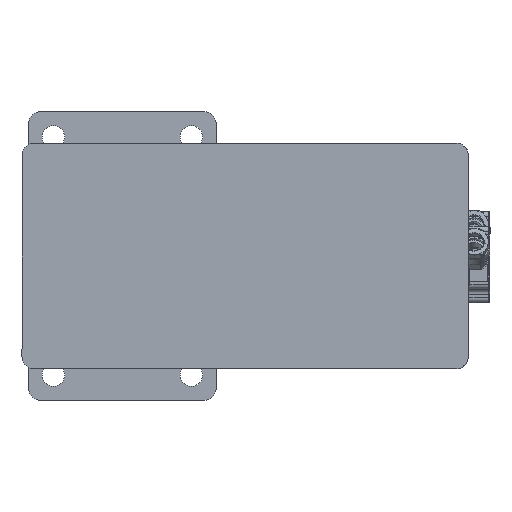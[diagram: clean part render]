
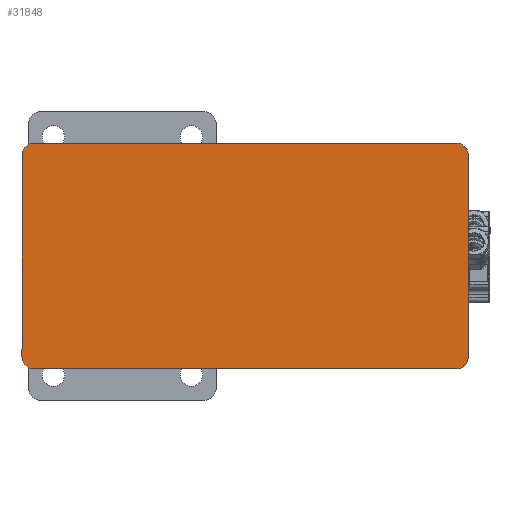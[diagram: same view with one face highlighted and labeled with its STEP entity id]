
A CAD part, front view. The second image highlights one B-rep face of the part: STEP entity #31848.
In plain terms, the highlighted planar face has unit normal (0, -1, 0).
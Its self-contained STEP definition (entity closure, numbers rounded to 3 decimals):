
#1166 = DIRECTION ( 'NONE',  ( 0., 0., -1. ) ) ;
#1457 = CARTESIAN_POINT ( 'NONE',  ( 40., -100., 138.003 ) ) ;
#1897 = AXIS2_PLACEMENT_3D ( 'NONE', #16027, #8941, #59579 ) ;
#2002 = DIRECTION ( 'NONE',  ( 0., 0., -1. ) ) ;
#2223 = EDGE_CURVE ( 'NONE', #45250, #19875, #63912, .T. ) ;
#2477 = CIRCLE ( 'NONE', #87097, 5.003 ) ;
#3426 = VERTEX_POINT ( 'NONE', #26363 ) ;
#4584 = VECTOR ( 'NONE', #18010, 1000. ) ;
#5065 = DIRECTION ( 'NONE',  ( 0., 0., -1. ) ) ;
#5286 = VERTEX_POINT ( 'NONE', #14584 ) ;
#7537 = EDGE_CURVE ( 'NONE', #36777, #3426, #66290, .T. ) ;
#8127 = DIRECTION ( 'NONE',  ( 0., -1., 0. ) ) ;
#8941 = DIRECTION ( 'NONE',  ( 0., -1., 0. ) ) ;
#10587 = CARTESIAN_POINT ( 'NONE',  ( -40., -100., -40.003 ) ) ;
#12684 = EDGE_LOOP ( 'NONE', ( #44998, #53873, #57010, #45682, #30710, #37495, #55250, #85365 ) ) ;
#12873 = CARTESIAN_POINT ( 'NONE',  ( -45.003, -100., -35. ) ) ;
#13334 = EDGE_CURVE ( 'NONE', #47385, #5286, #2477, .T. ) ;
#14341 = AXIS2_PLACEMENT_3D ( 'NONE', #73001, #8127, #2002 ) ;
#14584 = CARTESIAN_POINT ( 'NONE',  ( 45.003, -100., -35. ) ) ;
#16027 = CARTESIAN_POINT ( 'NONE',  ( -40., -100., -35. ) ) ;
#16040 = CIRCLE ( 'NONE', #28098, 5.003 ) ;
#18010 = DIRECTION ( 'NONE',  ( 0., 0., 1. ) ) ;
#19875 = VERTEX_POINT ( 'NONE', #12873 ) ;
#22193 = VERTEX_POINT ( 'NONE', #46187 ) ;
#22310 = FACE_OUTER_BOUND ( 'NONE', #12684, .T. ) ;
#22866 = DIRECTION ( 'NONE',  ( 0., -1., 0. ) ) ;
#23743 = EDGE_CURVE ( 'NONE', #19875, #59087, #30566, .T. ) ;
#25349 = CIRCLE ( 'NONE', #73789, 5.003 ) ;
#26363 = CARTESIAN_POINT ( 'NONE',  ( -40., -100., 138.003 ) ) ;
#26561 = CARTESIAN_POINT ( 'NONE',  ( -40., -100., -40.003 ) ) ;
#26724 = VECTOR ( 'NONE', #30276, 1000. ) ;
#28098 = AXIS2_PLACEMENT_3D ( 'NONE', #90287, #61908, #5065 ) ;
#30276 = DIRECTION ( 'NONE',  ( -1., 0., 0. ) ) ;
#30566 = CIRCLE ( 'NONE', #1897, 5.003 ) ;
#30710 = ORIENTED_EDGE ( 'NONE', *, *, #70808, .T. ) ;
#31282 = LINE ( 'NONE', #60192, #4584 ) ;
#31848 = ADVANCED_FACE ( 'NONE', ( #22310 ), #80557, .T. ) ;
#34526 = DIRECTION ( 'NONE',  ( 0., 0., -1. ) ) ;
#36777 = VERTEX_POINT ( 'NONE', #40024 ) ;
#37495 = ORIENTED_EDGE ( 'NONE', *, *, #2223, .T. ) ;
#39535 = DIRECTION ( 'NONE',  ( 0., -1., 0. ) ) ;
#40024 = CARTESIAN_POINT ( 'NONE',  ( 40., -100., 138.003 ) ) ;
#41744 = EDGE_CURVE ( 'NONE', #22193, #36777, #25349, .T. ) ;
#43843 = EDGE_CURVE ( 'NONE', #5286, #22193, #31282, .T. ) ;
#44998 = ORIENTED_EDGE ( 'NONE', *, *, #13334, .T. ) ;
#45250 = VERTEX_POINT ( 'NONE', #54328 ) ;
#45682 = ORIENTED_EDGE ( 'NONE', *, *, #7537, .T. ) ;
#46187 = CARTESIAN_POINT ( 'NONE',  ( 45.003, -100., 133. ) ) ;
#47385 = VERTEX_POINT ( 'NONE', #71564 ) ;
#53873 = ORIENTED_EDGE ( 'NONE', *, *, #43843, .T. ) ;
#54237 = CARTESIAN_POINT ( 'NONE',  ( 40., -100., 133. ) ) ;
#54328 = CARTESIAN_POINT ( 'NONE',  ( -45.003, -100., 133. ) ) ;
#55250 = ORIENTED_EDGE ( 'NONE', *, *, #23743, .T. ) ;
#57010 = ORIENTED_EDGE ( 'NONE', *, *, #41744, .T. ) ;
#59087 = VERTEX_POINT ( 'NONE', #26561 ) ;
#59579 = DIRECTION ( 'NONE',  ( 0., 0., -1. ) ) ;
#59938 = DIRECTION ( 'NONE',  ( 0., 0., -1. ) ) ;
#60192 = CARTESIAN_POINT ( 'NONE',  ( 45.003, -100., -35. ) ) ;
#61908 = DIRECTION ( 'NONE',  ( 0., -1., 0. ) ) ;
#63912 = LINE ( 'NONE', #64383, #87358 ) ;
#64383 = CARTESIAN_POINT ( 'NONE',  ( -45.003, -100., 133. ) ) ;
#65658 = VECTOR ( 'NONE', #82054, 1000. ) ;
#66290 = LINE ( 'NONE', #1457, #26724 ) ;
#70808 = EDGE_CURVE ( 'NONE', #3426, #45250, #16040, .T. ) ;
#71564 = CARTESIAN_POINT ( 'NONE',  ( 40., -100., -40.003 ) ) ;
#73001 = CARTESIAN_POINT ( 'NONE',  ( 40., -100., -35. ) ) ;
#73588 = LINE ( 'NONE', #10587, #65658 ) ;
#73789 = AXIS2_PLACEMENT_3D ( 'NONE', #54237, #39535, #59938 ) ;
#74325 = EDGE_CURVE ( 'NONE', #59087, #47385, #73588, .T. ) ;
#75567 = CARTESIAN_POINT ( 'NONE',  ( 40., -100., -35. ) ) ;
#80557 = PLANE ( 'NONE',  #14341 ) ;
#82054 = DIRECTION ( 'NONE',  ( 1., 0., 0. ) ) ;
#85365 = ORIENTED_EDGE ( 'NONE', *, *, #74325, .T. ) ;
#87097 = AXIS2_PLACEMENT_3D ( 'NONE', #75567, #22866, #1166 ) ;
#87358 = VECTOR ( 'NONE', #34526, 1000. ) ;
#90287 = CARTESIAN_POINT ( 'NONE',  ( -40., -100., 133. ) ) ;
